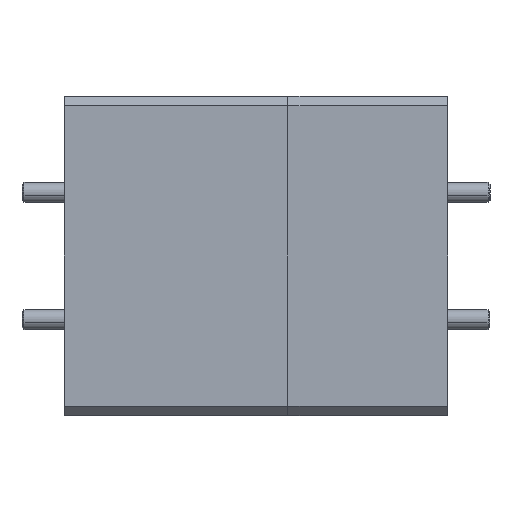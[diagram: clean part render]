
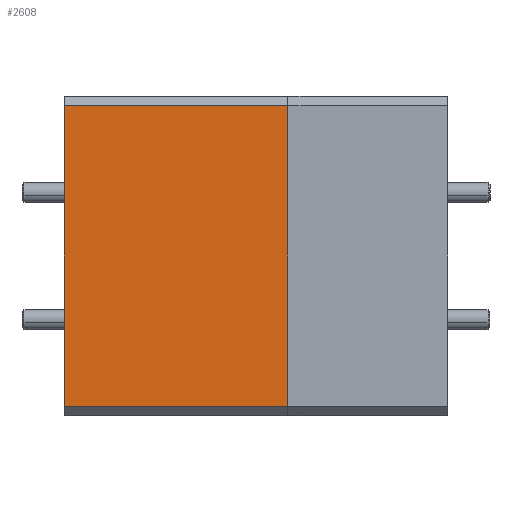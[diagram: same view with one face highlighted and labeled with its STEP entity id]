
A CAD part, left-side view. The second image highlights one B-rep face of the part: STEP entity #2608.
In plain terms, the highlighted planar face has unit normal (-1, 0, 0).
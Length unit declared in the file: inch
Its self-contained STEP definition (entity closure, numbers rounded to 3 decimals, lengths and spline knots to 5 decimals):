
#8 = VECTOR ( 'NONE', #6525, 39.37008 ) ;
#615 = ORIENTED_EDGE ( 'NONE', *, *, #10374, .T. ) ;
#777 = VERTEX_POINT ( 'NONE', #1742 ) ;
#1144 = LINE ( 'NONE', #6631, #9446 ) ;
#1248 = LINE ( 'NONE', #9076, #6402 ) ;
#1311 = EDGE_CURVE ( 'NONE', #10349, #777, #6596, .T. ) ;
#1391 = CARTESIAN_POINT ( 'NONE',  ( -0.375, 0.85, 0. ) ) ;
#1742 = CARTESIAN_POINT ( 'NONE',  ( -0.375, 0.5, -0.47 ) ) ;
#2453 = VERTEX_POINT ( 'NONE', #10069 ) ;
#2608 = ADVANCED_FACE ( 'NONE', ( #8522 ), #4692, .F. ) ;
#2754 = DIRECTION ( 'NONE',  ( 0., 0., -1. ) ) ;
#2766 = CARTESIAN_POINT ( 'NONE',  ( -0.375, 0.85, -0.47 ) ) ;
#3593 = DIRECTION ( 'NONE',  ( 0., -1., 0. ) ) ;
#3881 = DIRECTION ( 'NONE',  ( 1., 0., 0. ) ) ;
#4042 = CARTESIAN_POINT ( 'NONE',  ( -0.375, 0.85, 0.47 ) ) ;
#4421 = VECTOR ( 'NONE', #3593, 39.37008 ) ;
#4692 = PLANE ( 'NONE',  #9140 ) ;
#5749 = CARTESIAN_POINT ( 'NONE',  ( -0.375, 0.5, 0.47 ) ) ;
#6295 = EDGE_CURVE ( 'NONE', #10414, #777, #1144, .T. ) ;
#6353 = ORIENTED_EDGE ( 'NONE', *, *, #1311, .T. ) ;
#6402 = VECTOR ( 'NONE', #9945, 39.37008 ) ;
#6499 = EDGE_CURVE ( 'NONE', #10349, #2453, #1248, .T. ) ;
#6525 = DIRECTION ( 'NONE',  ( 0., 1., 0. ) ) ;
#6596 = LINE ( 'NONE', #2766, #4421 ) ;
#6631 = CARTESIAN_POINT ( 'NONE',  ( -0.375, 0.5, -0.5 ) ) ;
#7012 = LINE ( 'NONE', #4042, #8 ) ;
#7756 = ORIENTED_EDGE ( 'NONE', *, *, #6295, .F. ) ;
#8136 = EDGE_LOOP ( 'NONE', ( #9054, #6353, #7756, #615 ) ) ;
#8206 = CARTESIAN_POINT ( 'NONE',  ( -0.375, 1.2, -0.47 ) ) ;
#8522 = FACE_OUTER_BOUND ( 'NONE', #8136, .T. ) ;
#9054 = ORIENTED_EDGE ( 'NONE', *, *, #6499, .F. ) ;
#9076 = CARTESIAN_POINT ( 'NONE',  ( -0.375, 1.2, -0.5 ) ) ;
#9140 = AXIS2_PLACEMENT_3D ( 'NONE', #1391, #3881, #10442 ) ;
#9446 = VECTOR ( 'NONE', #2754, 39.37008 ) ;
#9945 = DIRECTION ( 'NONE',  ( 0., 0., 1. ) ) ;
#10069 = CARTESIAN_POINT ( 'NONE',  ( -0.375, 1.2, 0.47 ) ) ;
#10349 = VERTEX_POINT ( 'NONE', #8206 ) ;
#10374 = EDGE_CURVE ( 'NONE', #10414, #2453, #7012, .T. ) ;
#10414 = VERTEX_POINT ( 'NONE', #5749 ) ;
#10442 = DIRECTION ( 'NONE',  ( 0., 0., -1. ) ) ;
